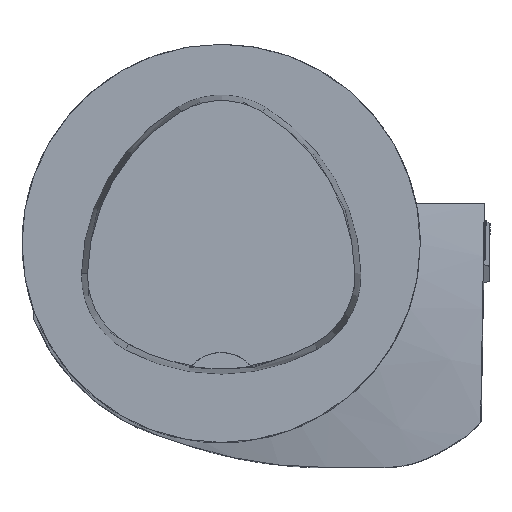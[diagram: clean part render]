
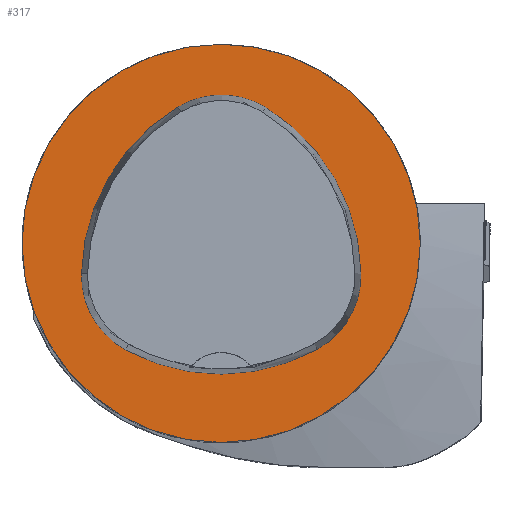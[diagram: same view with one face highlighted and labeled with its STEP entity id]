
A CAD part, top view. The second image highlights one B-rep face of the part: STEP entity #317.
In plain terms, the highlighted planar face has unit normal (0, 0, 1).
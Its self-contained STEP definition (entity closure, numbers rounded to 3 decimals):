
#137=FACE_BOUND('',#539,.T.);
#138=FACE_BOUND('',#540,.T.);
#171=CIRCLE('',#2015,20.);
#172=CIRCLE('',#2025,20.);
#174=CIRCLE('',#2028,8.5);
#176=CIRCLE('',#2031,20.);
#178=CIRCLE('',#2034,8.5);
#181=CIRCLE('',#2038,20.);
#184=CIRCLE('',#2042,8.5);
#229=PLANE('',#2047);
#317=ADVANCED_FACE('',(#137,#138),#229,.T.);
#539=EDGE_LOOP('',(#995,#996,#997,#998,#999,#1000));
#540=EDGE_LOOP('',(#1001));
#995=ORIENTED_EDGE('',*,*,#1499,.F.);
#996=ORIENTED_EDGE('',*,*,#1494,.F.);
#997=ORIENTED_EDGE('',*,*,#1489,.F.);
#998=ORIENTED_EDGE('',*,*,#1486,.F.);
#999=ORIENTED_EDGE('',*,*,#1483,.F.);
#1000=ORIENTED_EDGE('',*,*,#1479,.F.);
#1001=ORIENTED_EDGE('',*,*,#1462,.T.);
#1240=VERTEX_POINT('',#3207);
#1257=VERTEX_POINT('',#3242);
#1258=VERTEX_POINT('',#3243);
#1261=VERTEX_POINT('',#3251);
#1263=VERTEX_POINT('',#3257);
#1265=VERTEX_POINT('',#3263);
#1269=VERTEX_POINT('',#3276);
#1462=EDGE_CURVE('',#1240,#1240,#171,.T.);
#1479=EDGE_CURVE('',#1257,#1258,#172,.T.);
#1483=EDGE_CURVE('',#1258,#1261,#174,.T.);
#1486=EDGE_CURVE('',#1261,#1263,#176,.T.);
#1489=EDGE_CURVE('',#1263,#1265,#178,.T.);
#1494=EDGE_CURVE('',#1265,#1269,#181,.T.);
#1499=EDGE_CURVE('',#1269,#1257,#184,.T.);
#2015=AXIS2_PLACEMENT_3D('',#3206,#2432,#2433);
#2025=AXIS2_PLACEMENT_3D('',#3241,#2460,#2461);
#2028=AXIS2_PLACEMENT_3D('',#3250,#2468,#2469);
#2031=AXIS2_PLACEMENT_3D('',#3256,#2475,#2476);
#2034=AXIS2_PLACEMENT_3D('',#3262,#2482,#2483);
#2038=AXIS2_PLACEMENT_3D('',#3275,#2491,#2492);
#2042=AXIS2_PLACEMENT_3D('',#3288,#2500,#2501);
#2047=AXIS2_PLACEMENT_3D('',#3293,#2510,#2511);
#2432=DIRECTION('',(0.,0.,1.));
#2433=DIRECTION('',(1.,0.,0.));
#2460=DIRECTION('',(0.,0.,1.));
#2461=DIRECTION('',(1.,0.,0.));
#2468=DIRECTION('',(0.,0.,1.));
#2469=DIRECTION('',(1.,0.,0.));
#2475=DIRECTION('',(0.,0.,1.));
#2476=DIRECTION('',(1.,0.,0.));
#2482=DIRECTION('',(0.,0.,1.));
#2483=DIRECTION('',(1.,0.,0.));
#2491=DIRECTION('',(0.,0.,1.));
#2492=DIRECTION('',(1.,0.,0.));
#2500=DIRECTION('',(0.,0.,1.));
#2501=DIRECTION('',(1.,0.,0.));
#2510=DIRECTION('',(0.,0.,1.));
#2511=DIRECTION('',(-1.,0.,0.));
#3206=CARTESIAN_POINT('',(0.,0.,0.));
#3207=CARTESIAN_POINT('',(20.,0.,0.));
#3241=CARTESIAN_POINT('',(-5.955,-3.414,0.));
#3242=CARTESIAN_POINT('',(14.041,-3.042,0.));
#3243=CARTESIAN_POINT('',(4.472,13.653,0.));
#3250=CARTESIAN_POINT('',(0.04,6.4,0.));
#3251=CARTESIAN_POINT('',(-4.347,13.68,0.));
#3256=CARTESIAN_POINT('',(5.976,-3.45,0.));
#3257=CARTESIAN_POINT('',(-14.021,-3.075,0.));
#3262=CARTESIAN_POINT('',(-5.522,-3.235,0.));
#3263=CARTESIAN_POINT('',(-9.588,-10.699,0.));
#3275=CARTESIAN_POINT('',(-0.022,6.864,0.));
#3276=CARTESIAN_POINT('',(9.655,-10.639,0.));
#3288=CARTESIAN_POINT('',(5.543,-3.2,0.));
#3293=CARTESIAN_POINT('',(0.,0.,0.));
